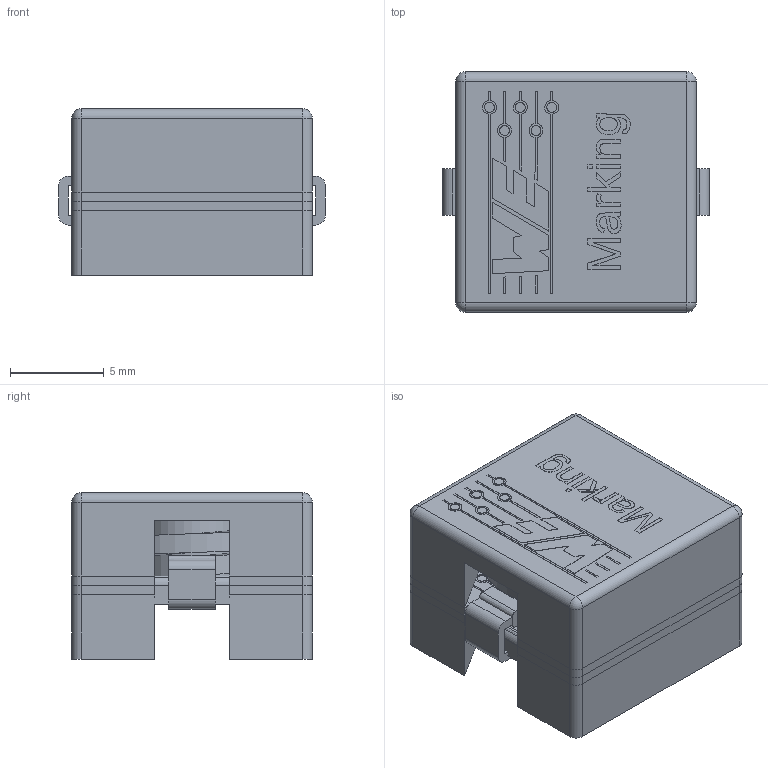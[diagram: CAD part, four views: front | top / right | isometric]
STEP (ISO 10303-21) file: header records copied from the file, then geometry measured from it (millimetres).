
FILE_DESCRIPTION( ( 'Unknown' ), '1' );
FILE_NAME( '7443551x.stp', 'Unknown', ( 'Unknown' ), ( 'Unknown' ), 'XStep 1.0', 'Unknown', ' ' );
FILE_SCHEMA( ( 'automotive_design' ) );
Length unit declared in the file: millimetre
Products named in the file (4): Assem1; Boden; Deckel
Bounding box: 14.2 x 12.8 x 8.88 mm (x, y, z)
Surface area: 2838.6 mm2
Topology: 6 solids, 6 shells, 582 faces, 1490 edges, 956 vertices
Faces by surface type: plane 394, cylinder 82, extrusion 62, bspline 28, sphere 16
Full cylindrical faces by diameter (mm): 5.2 x2
Entity records: 10880 total; most frequent: CARTESIAN_POINT 3552, ORIENTED_EDGE 1460, DIRECTION 1085, EDGE_CURVE 730, VERTEX_POINT 478, VECTOR 429, LINE 398, AXIS2_PLACEMENT_3D 328
